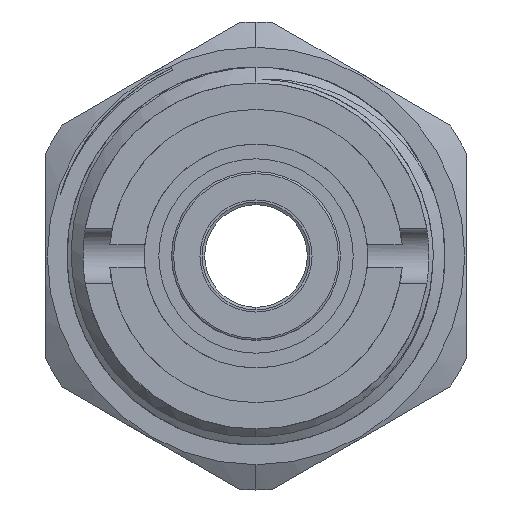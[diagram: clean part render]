
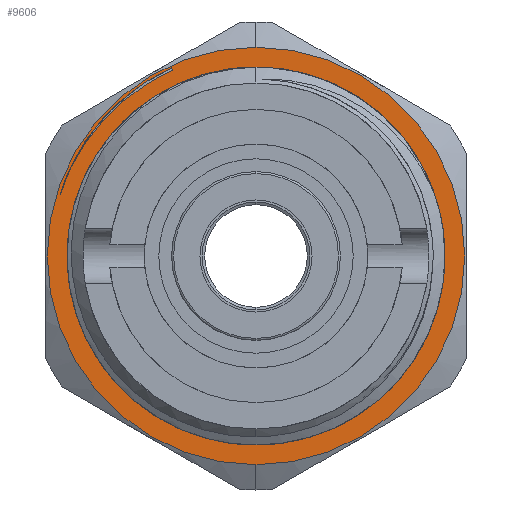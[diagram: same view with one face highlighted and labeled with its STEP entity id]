
A CAD part, front view. The second image highlights one B-rep face of the part: STEP entity #9606.
In plain terms, the highlighted planar face has unit normal (0, -1, 0).
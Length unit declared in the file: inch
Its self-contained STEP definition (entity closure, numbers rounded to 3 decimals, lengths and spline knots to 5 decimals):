
#197 = FACE_BOUND ( 'NONE', #7127, .T. ) ;
#299 = AXIS2_PLACEMENT_3D ( 'NONE', #1239, #11599, #1441 ) ;
#345 = CARTESIAN_POINT ( 'NONE',  ( -0.55167, 0.945, 0.26446 ) ) ;
#651 = VERTEX_POINT ( 'NONE', #1559 ) ;
#704 = CARTESIAN_POINT ( 'NONE',  ( -0.56704, 0.945, 0.2242 ) ) ;
#842 = EDGE_CURVE ( 'NONE', #1571, #7225, #13930, .T. ) ;
#1029 = DIRECTION ( 'NONE',  ( 0.41, 0., -0.912 ) ) ;
#1200 = CARTESIAN_POINT ( 'NONE',  ( -0.48345, 0.945, 0.37388 ) ) ;
#1239 = CARTESIAN_POINT ( 'NONE',  ( 0., 0.945, 0. ) ) ;
#1274 = FACE_OUTER_BOUND ( 'NONE', #7841, .T. ) ;
#1307 = CARTESIAN_POINT ( 'NONE',  ( -0.2499, 0.945, 0.55844 ) ) ;
#1332 = LINE ( 'NONE', #5628, #8676 ) ;
#1349 = VERTEX_POINT ( 'NONE', #8261 ) ;
#1441 = DIRECTION ( 'NONE',  ( 0., 0., -1. ) ) ;
#1559 = CARTESIAN_POINT ( 'NONE',  ( 0., 0.945, 0.505 ) ) ;
#1571 = VERTEX_POINT ( 'NONE', #4050 ) ;
#1627 = CARTESIAN_POINT ( 'NONE',  ( -0.24654, 0.945, 0.55097 ) ) ;
#1794 = VERTEX_POINT ( 'NONE', #3154 ) ;
#1956 = CARTESIAN_POINT ( 'NONE',  ( -0.39154, 0.945, 0.46251 ) ) ;
#2006 = CARTESIAN_POINT ( 'NONE',  ( -0.482, 0.945, 0.3718 ) ) ;
#2138 = B_SPLINE_CURVE_WITH_KNOTS ( 'NONE', 3,
 ( #1307, #2563, #5794, #11709, #4853, #12763, #1200, #3520, #9593, #345, #11949, #7200 ),
 .UNSPECIFIED., .F., .F.,
 ( 4, 2, 2, 2, 2, 4 ),
 ( 0., 0.00328, 0.00656, 0.0082, 0.00984, 0.01312 ),
 .UNSPECIFIED. ) ;
#2378 = CIRCLE ( 'NONE', #12772, 0.62 ) ;
#2535 = ORIENTED_EDGE ( 'NONE', *, *, #9711, .F. ) ;
#2563 = CARTESIAN_POINT ( 'NONE',  ( -0.28934, 0.945, 0.54062 ) ) ;
#3154 = CARTESIAN_POINT ( 'NONE',  ( -0.2499, 0.945, 0.55844 ) ) ;
#3170 = CARTESIAN_POINT ( 'NONE',  ( -0.28552, 0.945, 0.5328 ) ) ;
#3284 = EDGE_CURVE ( 'NONE', #1794, #7225, #1332, .T. ) ;
#3520 = CARTESIAN_POINT ( 'NONE',  ( -0.50851, 0.945, 0.33873 ) ) ;
#4050 = CARTESIAN_POINT ( 'NONE',  ( -0.58158, 0.945, 0.18385 ) ) ;
#4119 = CARTESIAN_POINT ( 'NONE',  ( -0.50718, 0.945, 0.33759 ) ) ;
#4647 = EDGE_LOOP ( 'NONE', ( #2535, #8145, #9427 ) ) ;
#4758 = PLANE ( 'NONE',  #13139 ) ;
#4853 = CARTESIAN_POINT ( 'NONE',  ( -0.4276, 0.945, 0.43859 ) ) ;
#4920 = VERTEX_POINT ( 'NONE', #13220 ) ;
#4979 = ORIENTED_EDGE ( 'NONE', *, *, #7022, .T. ) ;
#5088 = AXIS2_PLACEMENT_3D ( 'NONE', #13361, #13309, #8708 ) ;
#5628 = CARTESIAN_POINT ( 'NONE',  ( -0.23087, 0.945, 0.51613 ) ) ;
#5794 = CARTESIAN_POINT ( 'NONE',  ( -0.32655, 0.945, 0.51881 ) ) ;
#6262 = DIRECTION ( 'NONE',  ( 0., 0., -1. ) ) ;
#6374 = ORIENTED_EDGE ( 'NONE', *, *, #14229, .T. ) ;
#6399 = CARTESIAN_POINT ( 'NONE',  ( -0.58158, 0.945, 0.18385 ) ) ;
#6470 = CARTESIAN_POINT ( 'NONE',  ( 0., 0.945, 0. ) ) ;
#7022 = EDGE_CURVE ( 'NONE', #4920, #13609, #9169, .T. ) ;
#7127 = EDGE_LOOP ( 'NONE', ( #11307, #14853 ) ) ;
#7200 = CARTESIAN_POINT ( 'NONE',  ( -0.58158, 0.945, 0.18385 ) ) ;
#7225 = VERTEX_POINT ( 'NONE', #1627 ) ;
#7512 = CARTESIAN_POINT ( 'NONE',  ( -0.26625, 0.945, 0.54242 ) ) ;
#7707 = CARTESIAN_POINT ( 'NONE',  ( -0.3405, 0.945, 0.50036 ) ) ;
#7841 = EDGE_LOOP ( 'NONE', ( #4979, #6374 ) ) ;
#8145 = ORIENTED_EDGE ( 'NONE', *, *, #3284, .T. ) ;
#8261 = CARTESIAN_POINT ( 'NONE',  ( 0., 0.945, -0.505 ) ) ;
#8441 = CARTESIAN_POINT ( 'NONE',  ( 0., 0.945, 0. ) ) ;
#8676 = VECTOR ( 'NONE', #1029, 39.37008 ) ;
#8708 = DIRECTION ( 'NONE',  ( 0., 0., -1. ) ) ;
#8718 = CARTESIAN_POINT ( 'NONE',  ( -0.5395, 0.945, 0.28239 ) ) ;
#8767 = CARTESIAN_POINT ( 'NONE',  ( -0.42338, 0.945, 0.43429 ) ) ;
#8816 = CARTESIAN_POINT ( 'NONE',  ( -0.32262, 0.945, 0.51178 ) ) ;
#9169 = CIRCLE ( 'NONE', #14159, 0.62 ) ;
#9259 = CARTESIAN_POINT ( 'NONE',  ( 0., 0.945, 0.62 ) ) ;
#9427 = ORIENTED_EDGE ( 'NONE', *, *, #842, .F. ) ;
#9593 = CARTESIAN_POINT ( 'NONE',  ( -0.5201, 0.945, 0.32048 ) ) ;
#9606 = ADVANCED_FACE ( 'NONE', ( #1274, #197, #10038 ), #4758, .T. ) ;
#9711 = EDGE_CURVE ( 'NONE', #1794, #1571, #2138, .T. ) ;
#9957 = CARTESIAN_POINT ( 'NONE',  ( -0.37496, 0.945, 0.47572 ) ) ;
#10003 = CARTESIAN_POINT ( 'NONE',  ( -0.43872, 0.945, 0.41919 ) ) ;
#10038 = FACE_BOUND ( 'NONE', #4647, .T. ) ;
#10406 = DIRECTION ( 'NONE',  ( 0., -1., 0. ) ) ;
#10506 = DIRECTION ( 'NONE',  ( 0., 0., -1. ) ) ;
#10732 = DIRECTION ( 'NONE',  ( 0., 0., -1. ) ) ;
#10966 = CARTESIAN_POINT ( 'NONE',  ( -0.54939, 0.945, 0.26327 ) ) ;
#11161 = CARTESIAN_POINT ( 'NONE',  ( -0.24654, 0.945, 0.55097 ) ) ;
#11307 = ORIENTED_EDGE ( 'NONE', *, *, #12560, .F. ) ;
#11434 = CIRCLE ( 'NONE', #299, 0.505 ) ;
#11466 = CARTESIAN_POINT ( 'NONE',  ( 0., 0.945, -0.62 ) ) ;
#11599 = DIRECTION ( 'NONE',  ( 0., -1., 0. ) ) ;
#11709 = CARTESIAN_POINT ( 'NONE',  ( -0.3961, 0.945, 0.46747 ) ) ;
#11949 = CARTESIAN_POINT ( 'NONE',  ( -0.56869, 0.945, 0.22516 ) ) ;
#11977 = DIRECTION ( 'NONE',  ( 0., -1., 0. ) ) ;
#12560 = EDGE_CURVE ( 'NONE', #1349, #651, #13987, .T. ) ;
#12763 = CARTESIAN_POINT ( 'NONE',  ( -0.47009, 0.945, 0.39065 ) ) ;
#12772 = AXIS2_PLACEMENT_3D ( 'NONE', #6470, #11977, #6262 ) ;
#13042 = EDGE_CURVE ( 'NONE', #651, #1349, #11434, .T. ) ;
#13139 = AXIS2_PLACEMENT_3D ( 'NONE', #9259, #10406, #10506 ) ;
#13220 = CARTESIAN_POINT ( 'NONE',  ( 0., 0.945, 0.62 ) ) ;
#13309 = DIRECTION ( 'NONE',  ( 0., -1., 0. ) ) ;
#13361 = CARTESIAN_POINT ( 'NONE',  ( 0., 0.945, 0. ) ) ;
#13609 = VERTEX_POINT ( 'NONE', #11466 ) ;
#13930 = B_SPLINE_CURVE_WITH_KNOTS ( 'NONE', 3,
 ( #6399, #14586, #704, #10966, #8718, #4119, #2006, #10003, #8767, #1956, #9957, #7707, #8816, #3170, #7512, #11161 ),
 .UNSPECIFIED., .F., .F.,
 ( 4, 2, 2, 2, 2, 2, 2, 4 ),
 ( 0., 0.00163, 0.00326, 0.00653, 0.00816, 0.00979, 0.01143, 0.01306 ),
 .UNSPECIFIED. ) ;
#13987 = CIRCLE ( 'NONE', #5088, 0.505 ) ;
#14159 = AXIS2_PLACEMENT_3D ( 'NONE', #8441, #14205, #10732 ) ;
#14205 = DIRECTION ( 'NONE',  ( 0., -1., 0. ) ) ;
#14229 = EDGE_CURVE ( 'NONE', #13609, #4920, #2378, .T. ) ;
#14586 = CARTESIAN_POINT ( 'NONE',  ( -0.57483, 0.945, 0.20424 ) ) ;
#14853 = ORIENTED_EDGE ( 'NONE', *, *, #13042, .F. ) ;
